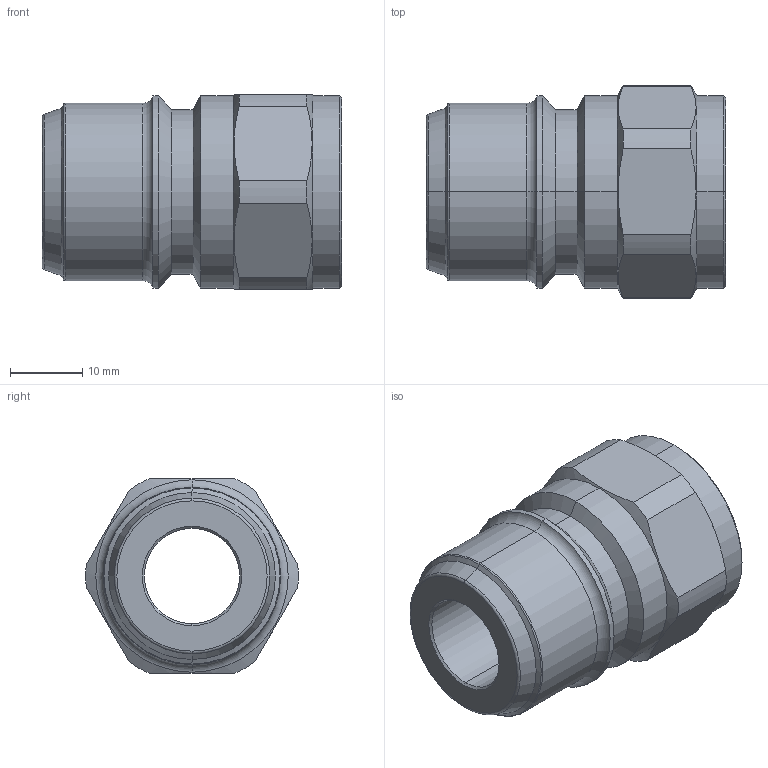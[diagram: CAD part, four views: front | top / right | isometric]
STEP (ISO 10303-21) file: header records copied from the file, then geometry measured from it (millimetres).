
FILE_DESCRIPTION (( 'STEP AP214' ), '1' );
FILE_NAME ('5020 UV.STEP', '2015-09-03T14:21:40', ( 'admin' ), ( 'Microsoft' ), 'SwSTEP 2.0', 'SolidWorks 2009', '' );
FILE_SCHEMA (( 'AUTOMOTIVE_DESIGN' ));
Length unit declared in the file: millimetre
Products named in the file (1): 5020 UV
Bounding box: 41.5 x 29.48 x 27 mm (x, y, z)
Volume: 13655.8 mm3; surface area: 6282.1 mm2
Topology: 1 solids, 1 shells, 53 faces, 120 edges, 70 vertices
Faces by surface type: cylinder 20, cone 18, plane 9, torus 6
Entity records: 1605 total; most frequent: CARTESIAN_POINT 380, DIRECTION 272, ORIENTED_EDGE 240, EDGE_CURVE 120, AXIS2_PLACEMENT_3D 114, VERTEX_POINT 70, CIRCLE 60, EDGE_LOOP 56
